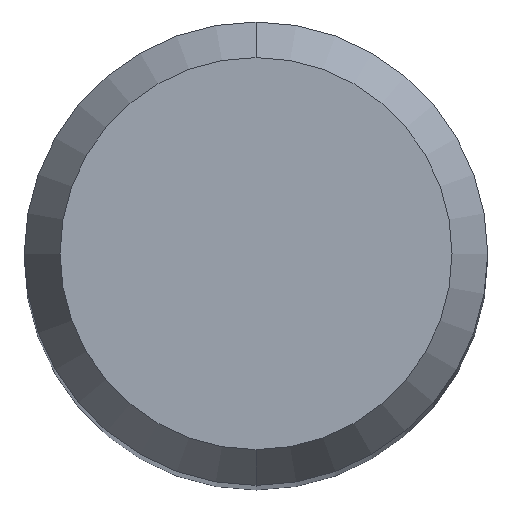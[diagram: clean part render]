
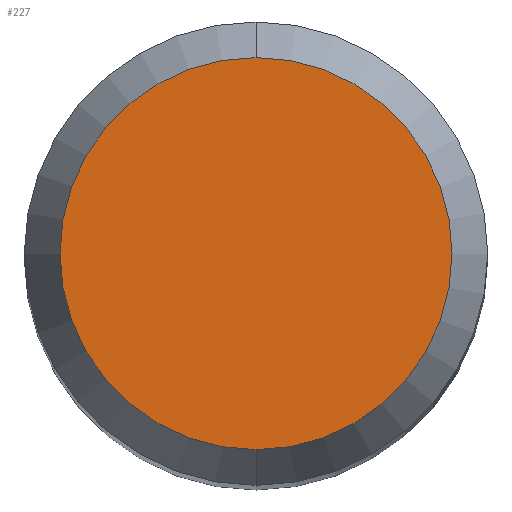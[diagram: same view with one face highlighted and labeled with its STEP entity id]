
A CAD part, top view. The second image highlights one B-rep face of the part: STEP entity #227.
In plain terms, the highlighted planar face has unit normal (0, 0, 1).
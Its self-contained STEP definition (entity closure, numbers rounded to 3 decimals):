
#227=ADVANCED_FACE('',(#526),#527,.T.);
#247=VERTEX_POINT('',#549);
#309=VERTEX_POINT('',#614);
#395=EDGE_CURVE('',#309,#247,#711,.T.);
#411=EDGE_CURVE('',#247,#309,#728,.T.);
#526=FACE_OUTER_BOUND('',#898,.T.);
#527=PLANE('',#899);
#549=CARTESIAN_POINT('',(0.,-2.538,0.0));
#614=CARTESIAN_POINT('',(0.0,2.538,0.0));
#711=CIRCLE('',#1240,2.538);
#728=CIRCLE('',#1278,2.538);
#898=EDGE_LOOP('',(#1469,#1470));
#899=AXIS2_PLACEMENT_3D('',#1471,#1472,#1473);
#1240=AXIS2_PLACEMENT_3D('',#1672,#1673,#1674);
#1278=AXIS2_PLACEMENT_3D('',#1683,#1684,#1685);
#1469=ORIENTED_EDGE('',*,*,#395,.F.);
#1470=ORIENTED_EDGE('',*,*,#411,.F.);
#1471=CARTESIAN_POINT('',(0.0,1.269,0.0));
#1472=DIRECTION('',(-0.0,0.0,1.0));
#1473=DIRECTION('',(0.0,-1.0,0.0));
#1672=CARTESIAN_POINT('',(0.0,0.0,0.0));
#1673=DIRECTION('',(0.0,0.0,-1.0));
#1674=DIRECTION('',(0.0,1.0,0.0));
#1683=CARTESIAN_POINT('',(0.0,0.0,0.0));
#1684=DIRECTION('',(0.0,0.0,-1.0));
#1685=DIRECTION('',(0.0,1.0,0.0));
